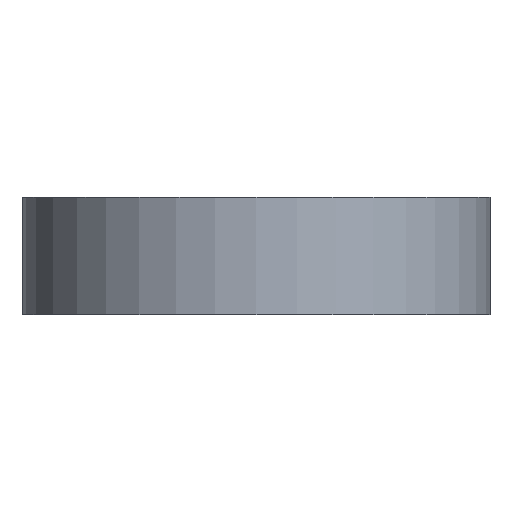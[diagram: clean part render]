
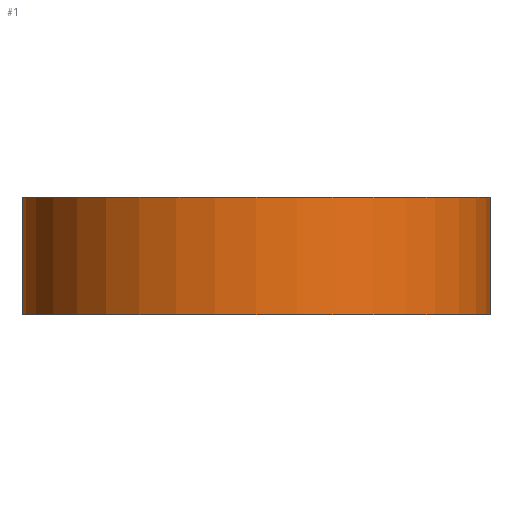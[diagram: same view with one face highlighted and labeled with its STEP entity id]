
A CAD part, front view. The second image highlights one B-rep face of the part: STEP entity #1.
In plain terms, the highlighted cylindrical face has radius 12 mm (diameter 24 mm), a partial arc.
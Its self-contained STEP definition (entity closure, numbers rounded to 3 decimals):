
#1 = ADVANCED_FACE ( 'NONE', ( #238 ), #203, .T. ) ;
#15 = LINE ( 'NONE', #573, #58 ) ;
#20 = CARTESIAN_POINT ( 'NONE',  ( -12., 0., 0. ) ) ;
#23 = EDGE_CURVE ( 'NONE', #180, #267, #294, .T. ) ;
#44 = CARTESIAN_POINT ( 'NONE',  ( 12., 0., 6. ) ) ;
#48 = DIRECTION ( 'NONE',  ( 0., 0., -1. ) ) ;
#58 = VECTOR ( 'NONE', #204, 1000. ) ;
#70 = CARTESIAN_POINT ( 'NONE',  ( 0., 0., 6. ) ) ;
#85 = EDGE_CURVE ( 'NONE', #180, #212, #15, .T. ) ;
#92 = DIRECTION ( 'NONE',  ( -1., 0., 0. ) ) ;
#102 = LINE ( 'NONE', #425, #242 ) ;
#112 = DIRECTION ( 'NONE',  ( -1., 0., 0. ) ) ;
#118 = CARTESIAN_POINT ( 'NONE',  ( -12., 0., 6. ) ) ;
#124 = EDGE_LOOP ( 'NONE', ( #590, #477, #235, #355 ) ) ;
#142 = CARTESIAN_POINT ( 'NONE',  ( 0., 0., 0. ) ) ;
#166 = CARTESIAN_POINT ( 'NONE',  ( 0., 0., 6. ) ) ;
#169 = DIRECTION ( 'NONE',  ( -1., 0., 0. ) ) ;
#180 = VERTEX_POINT ( 'NONE', #118 ) ;
#203 = CYLINDRICAL_SURFACE ( 'NONE', #539, 12. ) ;
#204 = DIRECTION ( 'NONE',  ( 0., 0., -1. ) ) ;
#212 = VERTEX_POINT ( 'NONE', #20 ) ;
#235 = ORIENTED_EDGE ( 'NONE', *, *, #23, .F. ) ;
#238 = FACE_OUTER_BOUND ( 'NONE', #124, .T. ) ;
#242 = VECTOR ( 'NONE', #48, 1000. ) ;
#249 = EDGE_CURVE ( 'NONE', #212, #478, #424, .T. ) ;
#267 = VERTEX_POINT ( 'NONE', #44 ) ;
#294 = CIRCLE ( 'NONE', #508, 12. ) ;
#311 = CARTESIAN_POINT ( 'NONE',  ( 12., 0., 0. ) ) ;
#338 = EDGE_CURVE ( 'NONE', #267, #478, #102, .T. ) ;
#355 = ORIENTED_EDGE ( 'NONE', *, *, #85, .T. ) ;
#407 = AXIS2_PLACEMENT_3D ( 'NONE', #142, #420, #92 ) ;
#420 = DIRECTION ( 'NONE',  ( 0., 0., 1. ) ) ;
#424 = CIRCLE ( 'NONE', #407, 12. ) ;
#425 = CARTESIAN_POINT ( 'NONE',  ( 12., 0., 6. ) ) ;
#435 = DIRECTION ( 'NONE',  ( 0., 0., 1. ) ) ;
#438 = DIRECTION ( 'NONE',  ( 0., 0., -1. ) ) ;
#477 = ORIENTED_EDGE ( 'NONE', *, *, #338, .F. ) ;
#478 = VERTEX_POINT ( 'NONE', #311 ) ;
#508 = AXIS2_PLACEMENT_3D ( 'NONE', #166, #435, #112 ) ;
#539 = AXIS2_PLACEMENT_3D ( 'NONE', #70, #438, #169 ) ;
#573 = CARTESIAN_POINT ( 'NONE',  ( -12., 0., 6. ) ) ;
#590 = ORIENTED_EDGE ( 'NONE', *, *, #249, .T. ) ;
